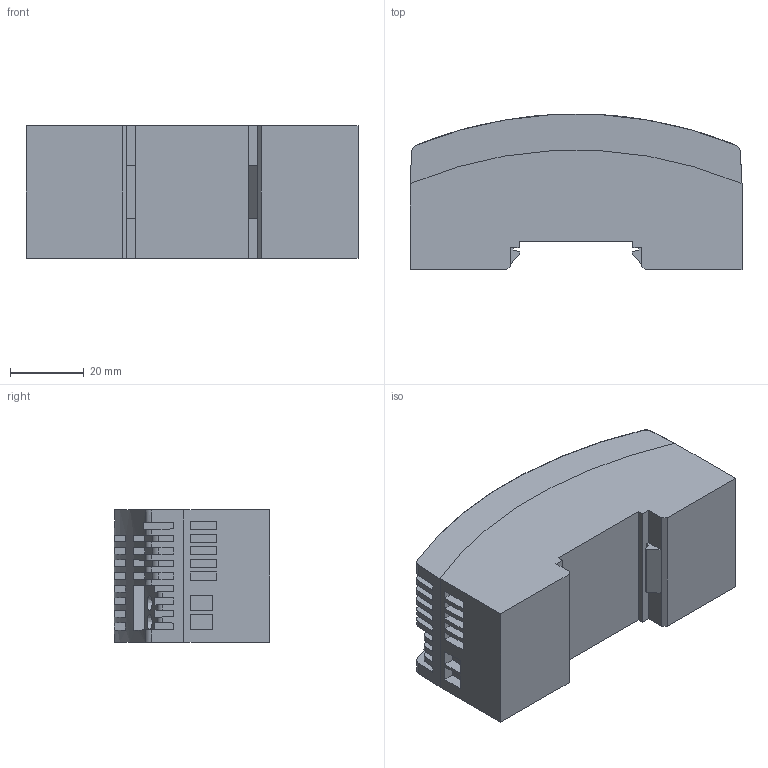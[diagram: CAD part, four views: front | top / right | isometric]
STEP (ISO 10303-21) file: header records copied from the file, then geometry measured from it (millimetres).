
FILE_DESCRIPTION(('SolidDesigner STEP Export'),'2;1');
FILE_NAME('2868554_STEP_PS_1AC_12DC_1.5_FL-select.stp','2016-08-19T11:14:40',(''),(''),'Creo Elements/Direct Modeling STEP processor for AP214 (Solid Model)','Creo Elements/Direct Modeling 18.1G 27-Feb-2015 (C) Parametric Technology GmbH','');
FILE_SCHEMA(('AUTOMOTIVE_DESIGN { 1 0 10303 214 1 1 1 1 }'));
Length unit declared in the file: millimetre
Products named in the file (1): 2868554_STEP_PS_1AC_12DC_1.5_FL-select
Bounding box: 90 x 42.13 x 36 mm (x, y, z)
Volume: 112592.2 mm3; surface area: 20271.8 mm2
Topology: 1 solids, 1 shells, 320 faces, 910 edges, 628 vertices
Faces by surface type: plane 238, cylinder 55, extrusion 27
Entity records: 15750 total; most frequent: CARTESIAN_POINT 5428, ORIENTED_EDGE 1820, DIRECTION 1243, EDGE_CURVE 910, VERTEX_POINT 628, VECTOR 581, LINE 554, EDGE_LOOP 356
